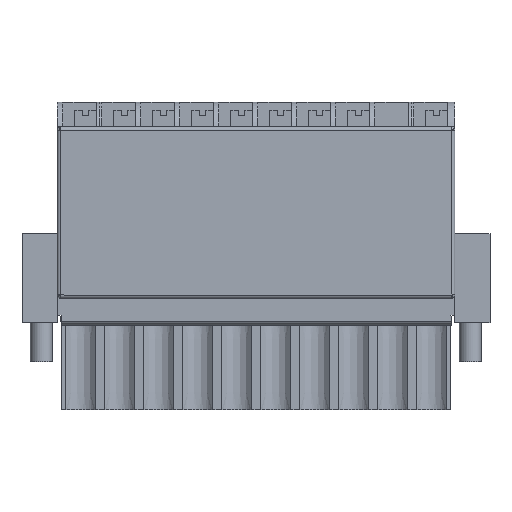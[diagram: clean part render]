
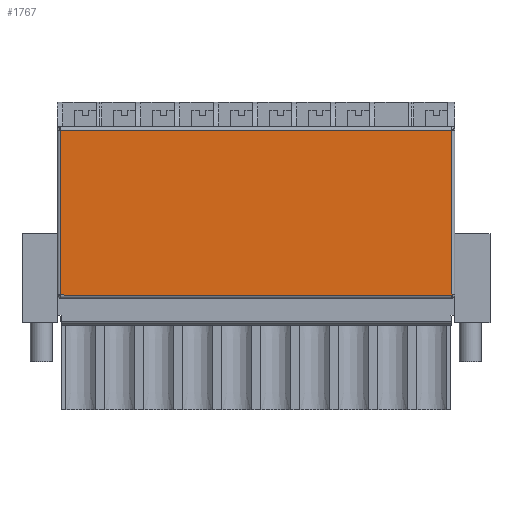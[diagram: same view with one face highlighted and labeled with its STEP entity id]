
A CAD part, front view. The second image highlights one B-rep face of the part: STEP entity #1767.
In plain terms, the highlighted planar face has unit normal (0, -1, 0).
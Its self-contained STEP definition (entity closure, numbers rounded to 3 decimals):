
#1740=AXIS2_PLACEMENT_3D('Plane Axis2P3D',#1737,#1738,#1739) ;
#42=CARTESIAN_POINT('Vertex',(3.45,0.,25.1)) ;
#45=CARTESIAN_POINT('Line Origine',(21.,0.,25.1)) ;
#49=CARTESIAN_POINT('Vertex',(38.55,0.,25.1)) ;
#1737=CARTESIAN_POINT('Axis2P3D Location',(21.,0.,17.7)) ;
#1742=CARTESIAN_POINT('Line Origine',(3.45,0.,17.7)) ;
#1746=CARTESIAN_POINT('Vertex',(3.45,0.,10.3)) ;
#1749=CARTESIAN_POINT('Line Origine',(21.,0.,10.3)) ;
#1753=CARTESIAN_POINT('Vertex',(38.55,0.,10.3)) ;
#1756=CARTESIAN_POINT('Line Origine',(38.55,0.,17.7)) ;
#46=DIRECTION('Vector Direction',(1.,0.,0.)) ;
#1738=DIRECTION('Axis2P3D Direction',(0.,1.,0.)) ;
#1739=DIRECTION('Axis2P3D XDirection',(1.,0.,0.)) ;
#1743=DIRECTION('Vector Direction',(0.,0.,-1.)) ;
#1750=DIRECTION('Vector Direction',(1.,0.,0.)) ;
#1757=DIRECTION('Vector Direction',(0.,0.,-1.)) ;
#47=VECTOR('Line Direction',#46,1.) ;
#1744=VECTOR('Line Direction',#1743,1.) ;
#1751=VECTOR('Line Direction',#1750,1.) ;
#1758=VECTOR('Line Direction',#1757,1.) ;
#1762=ORIENTED_EDGE('',*,*,#51,.F.) ;
#1763=ORIENTED_EDGE('',*,*,#1748,.F.) ;
#1764=ORIENTED_EDGE('',*,*,#1755,.F.) ;
#1765=ORIENTED_EDGE('',*,*,#1760,.F.) ;
#1767=ADVANCED_FACE('HOUSING',(#1766),#1741,.F.) ;
#51=EDGE_CURVE('',#43,#50,#48,.T.) ;
#1748=EDGE_CURVE('',#1747,#43,#1745,.F.) ;
#1755=EDGE_CURVE('',#1754,#1747,#1752,.F.) ;
#1760=EDGE_CURVE('',#50,#1754,#1759,.T.) ;
#1761=EDGE_LOOP('',(#1762,#1763,#1764,#1765)) ;
#1766=FACE_OUTER_BOUND('',#1761,.T.) ;
#48=LINE('Line',#45,#47) ;
#1745=LINE('Line',#1742,#1744) ;
#1752=LINE('Line',#1749,#1751) ;
#1759=LINE('Line',#1756,#1758) ;
#1741=PLANE('',#1740) ;
#43=VERTEX_POINT('',#42) ;
#50=VERTEX_POINT('',#49) ;
#1747=VERTEX_POINT('',#1746) ;
#1754=VERTEX_POINT('',#1753) ;
